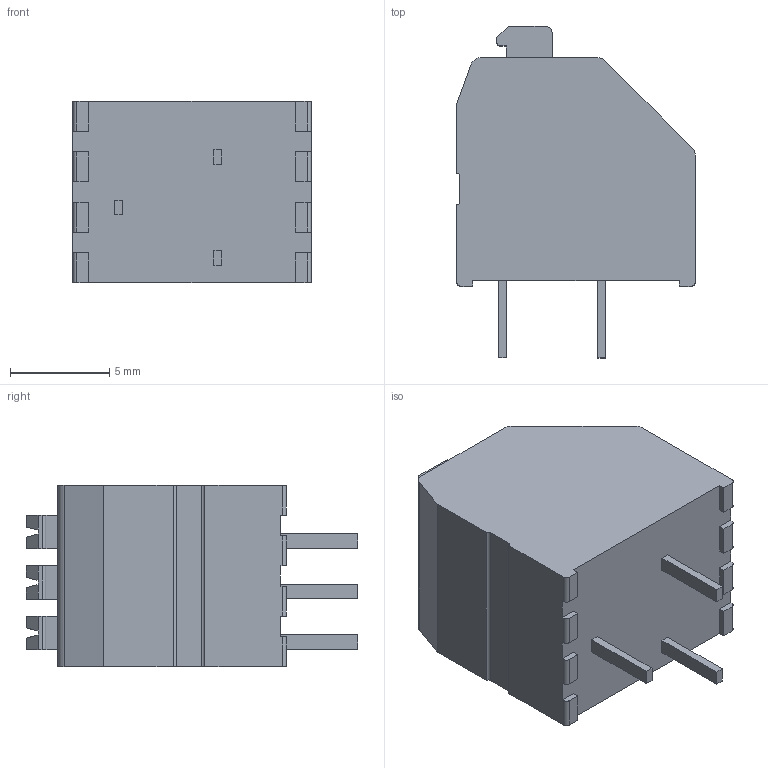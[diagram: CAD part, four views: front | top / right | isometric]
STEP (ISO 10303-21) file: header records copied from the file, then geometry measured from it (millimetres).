
FILE_DESCRIPTION(/* description */ ('STEP AP214'),/* implementation_level */ '2;1');
FILE_NAME(/* name */ '250-1403',/* time_stamp */ '2024-12-10T06:15:16+01:00',/* author */ ('License CC BY-ND 4.0'),/* organization */ ('CADENAS'),/* preprocessor_version */ 'ST-DEVELOPER v19.3',/* originating_system */ 'PARTsolutions',/* authorisation */ ' ');
FILE_SCHEMA (('AUTOMOTIVE_DESIGN {1 0 10303 214 3 1 1}'));
Length unit declared in the file: millimetre
Products named in the file (1): 250-1403
Bounding box: 12 x 16.7 x 9.12 mm (x, y, z)
Volume: 1110.1 mm3; surface area: 749.6 mm2
Topology: 1 solids, 1 shells, 153 faces, 417 edges, 272 vertices
Faces by surface type: plane 116, cylinder 31, cone 6
Entity records: 5882 total; most frequent: CARTESIAN_POINT 843, ORIENTED_EDGE 834, DIRECTION 805, EDGE_CURVE 417, LINE 337, VECTOR 337, VERTEX_POINT 272, AXIS2_PLACEMENT_3D 234
